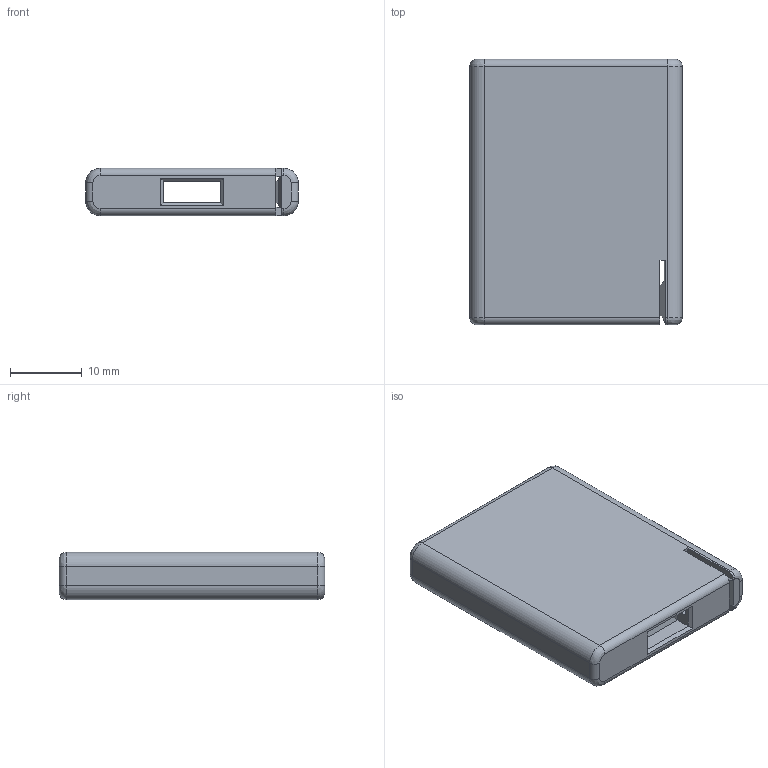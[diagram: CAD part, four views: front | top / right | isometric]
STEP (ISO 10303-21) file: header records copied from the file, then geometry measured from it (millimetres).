
FILE_DESCRIPTION(/* description */ (''),/* implementation_level */ '2;1');
FILE_NAME(/* name */ 'Wemos D1 mini pro Box.step',/* time_stamp */ '2021-02-27T13:58:34+01:00',/* author */ (''),/* organization */ (''),/* preprocessor_version */ 'ST-DEVELOPER v18.1',/* originating_system */ 'Autodesk Translation Framework v9.7.1.1290',/* authorisation */ '');
FILE_SCHEMA (('AUTOMOTIVE_DESIGN { 1 0 10303 214 3 1 1 }'));
Length unit declared in the file: millimetre
Products named in the file (1): Wemos D1 Box
Bounding box: 29.6 x 37 x 6.6 mm (x, y, z)
Volume: 3204.7 mm3; surface area: 5266.8 mm2
Topology: 1 solids, 1 shells, 102 faces, 262 edges, 163 vertices
Faces by surface type: plane 78, cylinder 15, bspline 8, cone 1
Full cylindrical faces by diameter (mm): 2.5 x1
Entity records: 3102 total; most frequent: CARTESIAN_POINT 592, ORIENTED_EDGE 524, DIRECTION 491, EDGE_CURVE 262, LINE 223, VECTOR 223, VERTEX_POINT 163, AXIS2_PLACEMENT_3D 134
